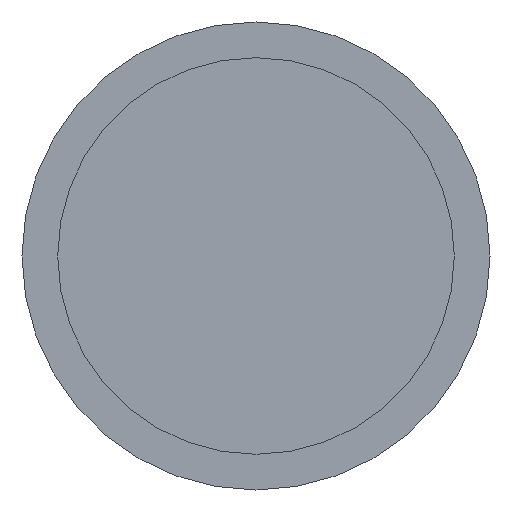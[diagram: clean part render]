
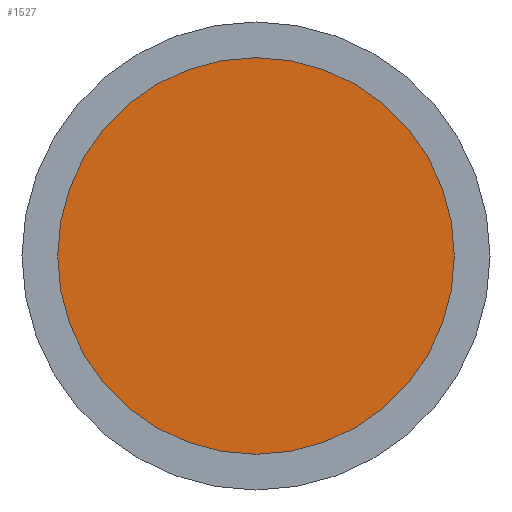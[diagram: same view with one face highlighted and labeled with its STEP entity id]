
A CAD part, front view. The second image highlights one B-rep face of the part: STEP entity #1527.
In plain terms, the highlighted planar face has unit normal (0, -1, 0).
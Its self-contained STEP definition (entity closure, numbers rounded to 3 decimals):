
#189 = CARTESIAN_POINT ( 'NONE',  ( 0., 0., 0. ) ) ;
#211 = EDGE_CURVE ( 'NONE', #1477, #1450, #1662, .T. ) ;
#334 = EDGE_LOOP ( 'NONE', ( #1933, #741 ) ) ;
#412 = CARTESIAN_POINT ( 'NONE',  ( 0., 0., 0. ) ) ;
#534 = AXIS2_PLACEMENT_3D ( 'NONE', #189, #1043, #2767 ) ;
#741 = ORIENTED_EDGE ( 'NONE', *, *, #211, .T. ) ;
#807 = CIRCLE ( 'NONE', #534, 25. ) ;
#885 = PLANE ( 'NONE',  #2383 ) ;
#985 = EDGE_CURVE ( 'NONE', #1450, #1477, #807, .T. ) ;
#1043 = DIRECTION ( 'NONE',  ( 0., -1., 0. ) ) ;
#1055 = CARTESIAN_POINT ( 'NONE',  ( 0., 0., -25. ) ) ;
#1095 = DIRECTION ( 'NONE',  ( 0., -1., 0. ) ) ;
#1222 = AXIS2_PLACEMENT_3D ( 'NONE', #412, #1265, #1460 ) ;
#1265 = DIRECTION ( 'NONE',  ( 0., -1., 0. ) ) ;
#1450 = VERTEX_POINT ( 'NONE', #2776 ) ;
#1460 = DIRECTION ( 'NONE',  ( 0., 0., 1. ) ) ;
#1477 = VERTEX_POINT ( 'NONE', #1055 ) ;
#1485 = FACE_OUTER_BOUND ( 'NONE', #334, .T. ) ;
#1527 = ADVANCED_FACE ( 'NONE', ( #1485 ), #885, .T. ) ;
#1662 = CIRCLE ( 'NONE', #1222, 25. ) ;
#1920 = CARTESIAN_POINT ( 'NONE',  ( -25.464, 0., -25. ) ) ;
#1933 = ORIENTED_EDGE ( 'NONE', *, *, #985, .T. ) ;
#2383 = AXIS2_PLACEMENT_3D ( 'NONE', #1920, #1095, #2603 ) ;
#2603 = DIRECTION ( 'NONE',  ( 1., 0., 0. ) ) ;
#2767 = DIRECTION ( 'NONE',  ( 0., 0., 1. ) ) ;
#2776 = CARTESIAN_POINT ( 'NONE',  ( 0., 0., 25. ) ) ;
